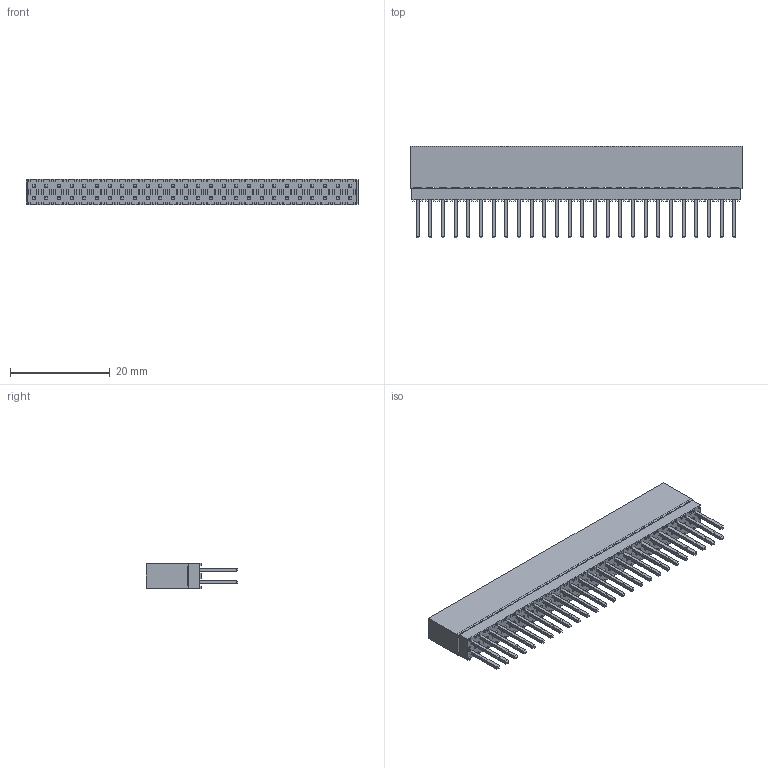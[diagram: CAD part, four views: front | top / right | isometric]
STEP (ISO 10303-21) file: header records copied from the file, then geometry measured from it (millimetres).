
FILE_DESCRIPTION(('CAx-IF Rec.Pracs.---Model Styling and Organization---1.5---2016-08-15','CAx-IF Rec.Pracs.---Geometric and Assembly Validation Properties---4.4---2016-08-17','CAx-IF Rec.Pracs.---User Defined Attributes---1.5---2016-08-15','CAx-IF Rec.Pracs.---External References---2.1---2005-01-19'),'2;1');
FILE_NAME('ESQ-126-38-x-D.step','2020-08-06T16:42:28',('Unspecified'),('Unspecified'),'CAD Exchanger 3.8.1 (cadexchanger.com)','Unspecified','');
FILE_SCHEMA(('AUTOMOTIVE_DESIGN { 1 0 10303 214 1 1 1 1 }'));
Length unit declared in the file: millimetre
Products named in the file (4): ESQ-126-38-G-D; _ESQ-126-38-G-D_socket; _ESQ-126-38-G-D_pins; _ESQ-126-38-G-D-LL_bpins
Assembly tree (3 placements, depth 2):
  ESQ-126-38-G-D
    _ESQ-126-38-G-D_socket
    _ESQ-126-38-G-D_pins
    _ESQ-126-38-G-D-LL_bpins
Bounding box: 66.55 x 18.41 x 5.08 mm (x, y, z)
Volume: 3570.3 mm3; surface area: 6571.7 mm2
Topology: 3 solids, 3 shells, 2206 faces, 5768 edges, 3776 vertices
Faces by surface type: plane 2154, cylinder 52
Entity records: 82767 total; most frequent: CARTESIAN_POINT 11753, ORIENTED_EDGE 11536, DIRECTION 10290, EDGE_CURVE 5768, LINE 5664, VECTOR 5664, VERTEX_POINT 3776, FACE_BOUND 2414
